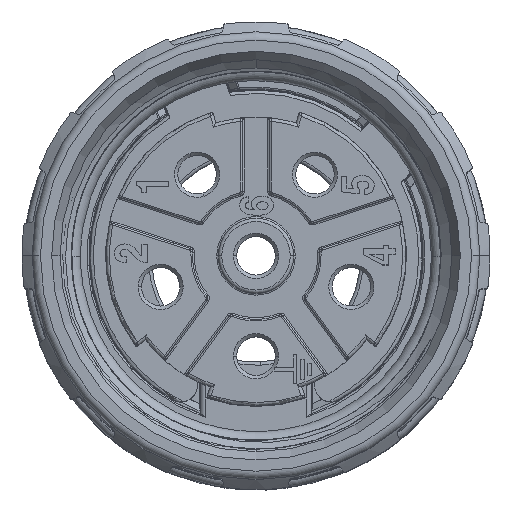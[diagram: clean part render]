
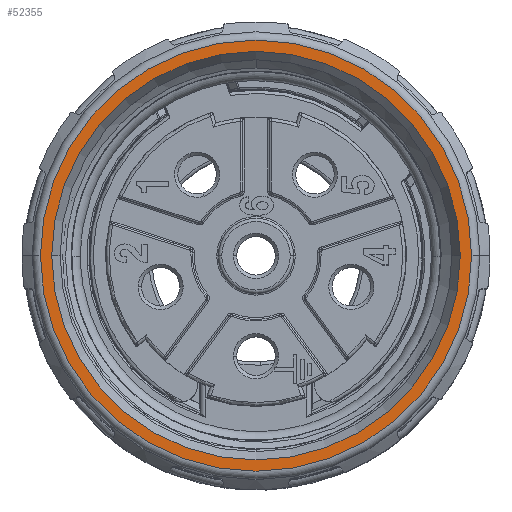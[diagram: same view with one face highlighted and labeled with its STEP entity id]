
A CAD part, top view. The second image highlights one B-rep face of the part: STEP entity #52355.
In plain terms, the highlighted planar face has unit normal (0, 0, 1).
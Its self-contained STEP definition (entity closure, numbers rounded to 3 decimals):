
#3732=CARTESIAN_POINT('',(0.,0.,57.2));
#3733=DIRECTION('',(0.,0.,1.));
#3734=DIRECTION('',(-1.,0.,0.));
#3735=AXIS2_PLACEMENT_3D('',#3732,#3733,#3734);
#3737=CARTESIAN_POINT('',(0.,0.,57.2));
#3738=DIRECTION('',(0.,0.,1.));
#3739=DIRECTION('',(1.,0.,0.));
#3740=AXIS2_PLACEMENT_3D('',#3737,#3738,#3739);
#3742=CARTESIAN_POINT('',(0.,0.,57.2));
#3743=DIRECTION('',(0.,0.,1.));
#3744=DIRECTION('',(1.,0.,0.));
#3745=AXIS2_PLACEMENT_3D('',#3742,#3743,#3744);
#3747=CARTESIAN_POINT('',(0.,0.,57.2));
#3748=DIRECTION('',(0.,0.,1.));
#3749=DIRECTION('',(-1.,0.,0.));
#3750=AXIS2_PLACEMENT_3D('',#3747,#3748,#3749);
#42910=CARTESIAN_POINT('',(12.225,0.,57.2));
#42911=CARTESIAN_POINT('',(-12.225,0.,57.2));
#42912=VERTEX_POINT('',#42910);
#42913=VERTEX_POINT('',#42911);
#43346=CARTESIAN_POINT('',(-12.9,0.,57.2));
#43347=CARTESIAN_POINT('',(12.9,0.,57.2));
#43348=VERTEX_POINT('',#43346);
#43349=VERTEX_POINT('',#43347);
#52340=CARTESIAN_POINT('',(0.,0.,57.2));
#52341=DIRECTION('',(0.,0.,-1.));
#52342=DIRECTION('',(1.,0.,0.));
#52343=AXIS2_PLACEMENT_3D('',#52340,#52341,#52342);
#52344=PLANE('',#52343);
#52346=ORIENTED_EDGE('',*,*,#52345,.F.);
#52348=ORIENTED_EDGE('',*,*,#52347,.F.);
#52349=EDGE_LOOP('',(#52346,#52348));
#52350=FACE_OUTER_BOUND('',#52349,.F.);
#52351=ORIENTED_EDGE('',*,*,#52334,.T.);
#52352=ORIENTED_EDGE('',*,*,#52320,.T.);
#52353=EDGE_LOOP('',(#52351,#52352));
#52354=FACE_BOUND('',#52353,.F.);
#3736=CIRCLE('',#3735,12.9);
#3741=CIRCLE('',#3740,12.9);
#3746=CIRCLE('',#3745,12.225);
#3751=CIRCLE('',#3750,12.225);
#52320=EDGE_CURVE('',#42913,#42912,#3751,.T.);
#52334=EDGE_CURVE('',#42912,#42913,#3746,.T.);
#52345=EDGE_CURVE('',#43348,#43349,#3736,.T.);
#52347=EDGE_CURVE('',#43349,#43348,#3741,.T.);
#52355=ADVANCED_FACE('',(#52350,#52354),#52344,.F.);
